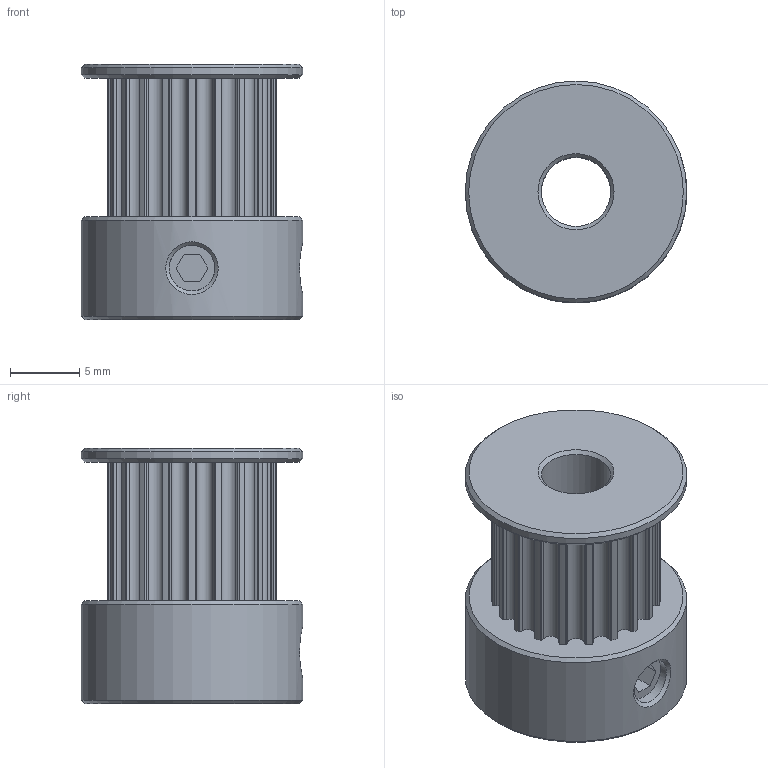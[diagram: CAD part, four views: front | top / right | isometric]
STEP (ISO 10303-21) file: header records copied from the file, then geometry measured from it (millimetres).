
FILE_DESCRIPTION(/* description */ (''),/* implementation_level */ '2;1');
FILE_NAME(/* name */ 'HW1654WC-Timing Pulley - 2GT-20T - For 9mm Belt - 5mm Bore.step',/* time_stamp */ '2022-10-11T10:58:33+01:00',/* author */ (''),/* organization */ (''),/* preprocessor_version */ 'ST-DEVELOPER v19',/* originating_system */ 'Autodesk Translation Framework v11.7.0.108',/* authorisation */ '');
FILE_SCHEMA (('AUTOMOTIVE_DESIGN { 1 0 10303 214 3 1 1 }'));
Length unit declared in the file: millimetre
Products named in the file (1): HW1654WC
Bounding box: 16 x 16 x 18.45 mm (x, y, z)
Volume: 2297.7 mm3; surface area: 1846.2 mm2
Topology: 1 solids, 1 shells, 157 faces, 435 edges, 288 vertices
Faces by surface type: cylinder 127, plane 22, cone 6, bspline 2
Full cylindrical faces by diameter (mm): 3.3 x4, 5 x1, 16 x2
Entity records: 5503 total; most frequent: CARTESIAN_POINT 1187, DIRECTION 995, ORIENTED_EDGE 870, EDGE_CURVE 435, AXIS2_PLACEMENT_3D 412, VERTEX_POINT 288, CIRCLE 256, LINE 171
